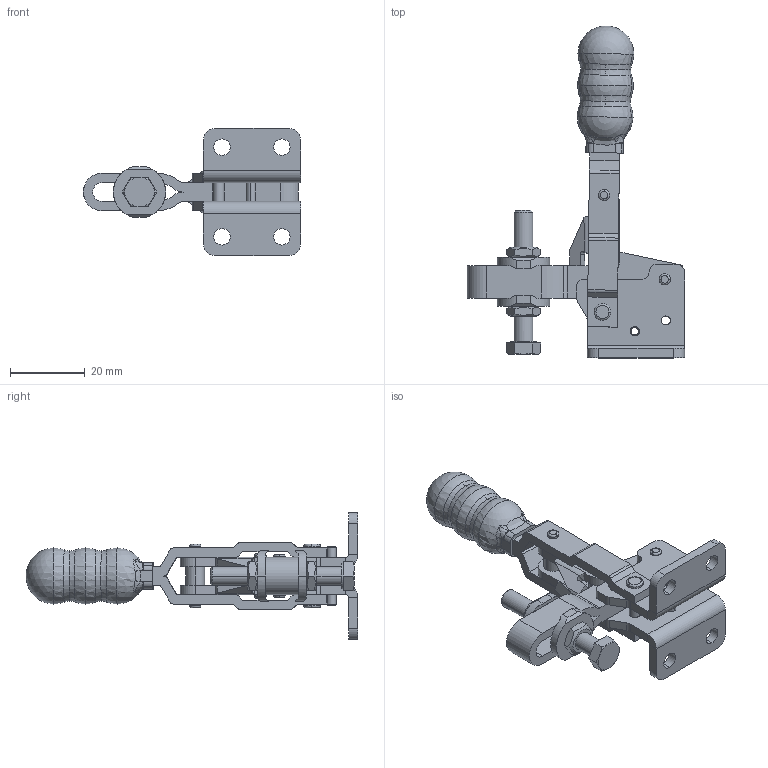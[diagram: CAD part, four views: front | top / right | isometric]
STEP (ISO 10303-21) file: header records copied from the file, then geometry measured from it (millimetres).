
FILE_DESCRIPTION((''),'2;1');
FILE_NAME('MG82UB.stp','2009-11-06T11:04:35',('David'),(''),'Autodesk Inventor 8','Autodesk Inventor 8','');
FILE_SCHEMA(('AUTOMOTIVE_DESIGN { 1 0 10303 214 1 1 1 1 }'));
Length unit declared in the file: millimetre
Products named in the file (8): MG82UB; MG82 HANDLE ASSEMBLY; MG82 LINK; MG82 U-BAR; ISO 4017 -  M5 x 35; MG82 SIDEPLATE B; MG82 WASHER ASSEMBLY; ISO 13337 2.5 x 16
Assembly tree (7 placements, depth 2):
  MG82UB
    MG82 HANDLE ASSEMBLY
    MG82 LINK
    MG82 U-BAR
    ISO 4017 -  M5 x 35
    MG82 SIDEPLATE B
    MG82 WASHER ASSEMBLY
    ISO 13337 2.5 x 16
Bounding box: 58.1 x 88.81 x 34 mm (x, y, z)
Volume: 16578.5 mm3; surface area: 14215.4 mm2
Topology: 8 solids, 9 shells, 398 faces, 1018 edges, 648 vertices
Faces by surface type: plane 175, cylinder 145, bspline 32, cone 24, torus 16, sphere 6
Entity records: 13676 total; most frequent: CARTESIAN_POINT 3829, DIRECTION 2090, ORIENTED_EDGE 1998, EDGE_CURVE 999, AXIS2_PLACEMENT_3D 804, VERTEX_POINT 645, VECTOR 482, LINE 482
